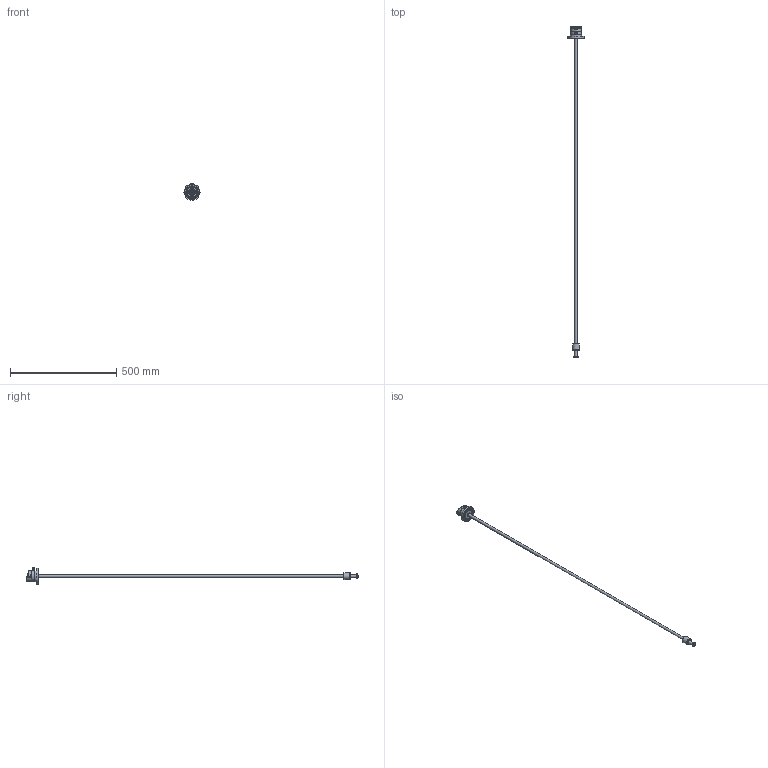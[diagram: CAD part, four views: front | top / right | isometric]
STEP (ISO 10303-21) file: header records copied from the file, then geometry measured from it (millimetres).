
FILE_DESCRIPTION(/* description */ (''),/* implementation_level */ '2;1');
FILE_NAME(/* name */ '（3D）LT400-L1500NM-量程1500mm-NBR浮子-M12航空插头.stp',/* time_stamp */ '2023-06-21T08:47:45+08:00',/* author */ (''),/* organization */ (''),/* preprocessor_version */ 'ST-DEVELOPER v16',/* originating_system */ 'SIEMENS PLM Software NX 10.0',/* authorisation */ '');
FILE_SCHEMA (('CONFIG_CONTROL_DESIGN'));
Length unit declared in the file: millimetre
Products named in the file (1): LT400-上传网站
Bounding box: 76 x 1563 x 77 mm (x, y, z)
Volume: 312805.1 mm3; surface area: 86554.3 mm2
Topology: 6 solids, 6 shells, 650 faces, 1575 edges, 1024 vertices
Faces by surface type: plane 304, cylinder 127, extrusion 125, cone 43, bspline 25, torus 16, sphere 10
Full cylindrical faces by diameter (mm): 0.8 x8, 2 x4, 2.7 x6, 3 x4, 3.5 x3, 4 x4, 5.2 x3, 8 x3, 9.8 x1, 10.8 x1, 11 x1, 12 x3, 13 x1, 14 x1, 17 x1, 32 x1, 46 x1, 49 x1, 52 x2, 76 x1
Entity records: 23431 total; most frequent: CARTESIAN_POINT 9499, ORIENTED_EDGE 2902, DIRECTION 2405, EDGE_CURVE 1451, VERTEX_POINT 989, AXIS2_PLACEMENT_3D 833, EDGE_LOOP 832, VECTOR 739
